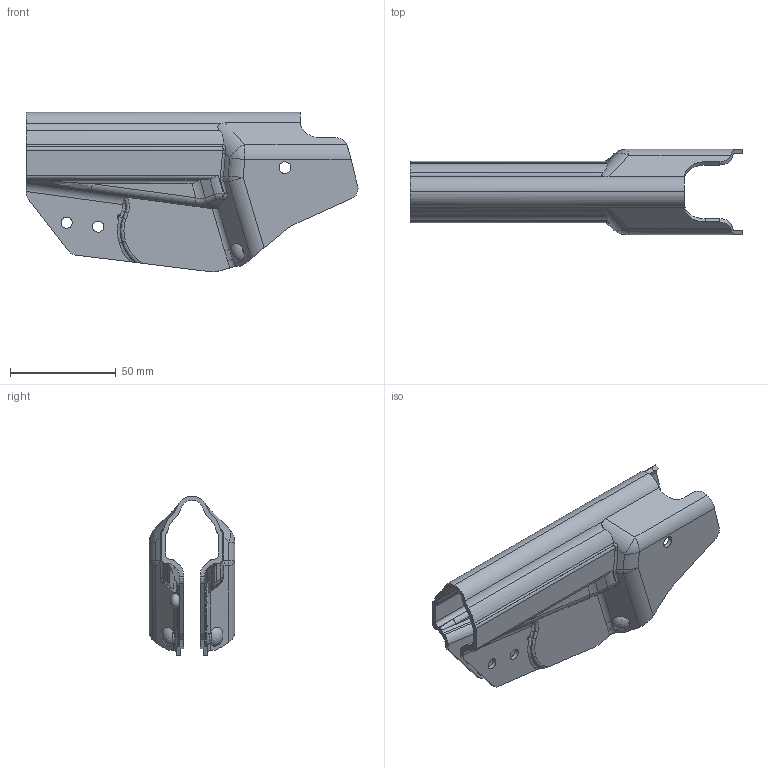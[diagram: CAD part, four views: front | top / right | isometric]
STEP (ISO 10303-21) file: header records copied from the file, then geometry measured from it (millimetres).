
FILE_DESCRIPTION(/* description */ ('baseBody_CZ82'),/* implementation_level */ '2;1');
FILE_NAME(/* name */ 'CZ82_baseHolster',/* time_stamp */ '2023-09-18T17:35:06-04:00',/* author */ ('George'),/* organization */ ('Archive 663'),/* preprocessor_version */ 'ST-DEVELOPER v16.7',/* originating_system */ 'Solid Edge',/* authorisation */ 'Unknown');
FILE_SCHEMA (('AP242_MANAGED_MODEL_BASED_3D_ENGINEERING_MIM_LF { 1 0 10303 442 1 1 4 }','AUTOMOTIVE_DESIGN {1 0 10303 214 3 1 1}'));
Length unit declared in the file: millimetre
Products named in the file (1): CZ82_baseHolster
Bounding box: 156.79 x 40.5 x 75.24 mm (x, y, z)
Volume: 43803.7 mm3; surface area: 44639.4 mm2
Topology: 2 solids, 2 shells, 288 faces, 786 edges, 490 vertices
Faces by surface type: cylinder 107, plane 75, bspline 62, torus 26, cone 10, sphere 8
Full cylindrical faces by diameter (mm): 5.25 x4, 5.5 x2
Entity records: 11885 total; most frequent: CARTESIAN_POINT 5201, ORIENTED_EDGE 1522, DIRECTION 1228, EDGE_CURVE 761, VERTEX_POINT 483, AXIS2_PLACEMENT_3D 476, EDGE_LOOP 308, FACE_BOUND 308
